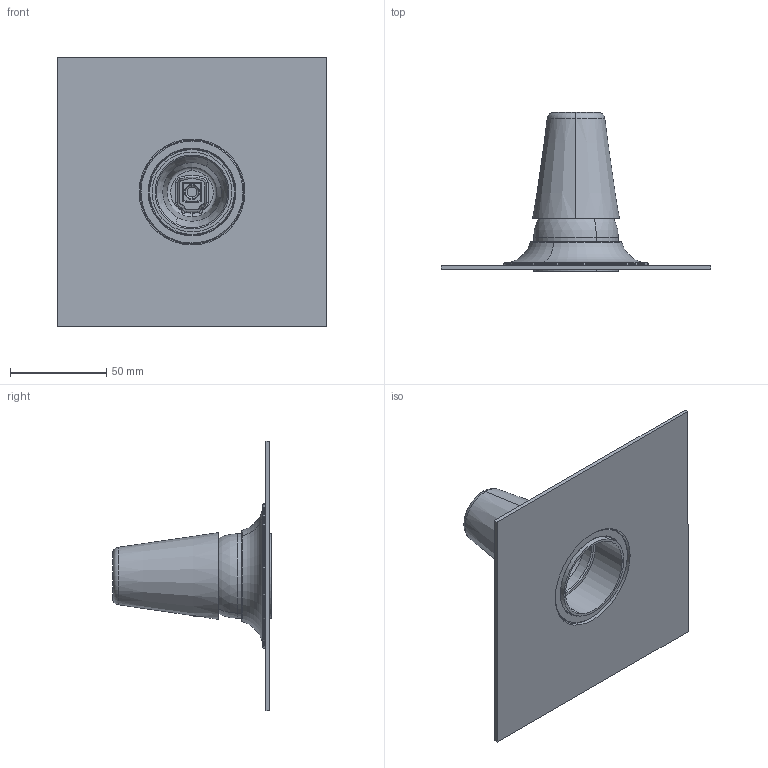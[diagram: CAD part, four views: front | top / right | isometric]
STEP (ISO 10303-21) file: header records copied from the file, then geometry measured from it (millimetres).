
FILE_DESCRIPTION(('CATIA V5 STEP Exchange'),'2;1');
FILE_NAME('VI 00300 0 MonoDoccia Incasso.stp','2018-11-19T09:04:00+00:00',('none'),('none'),'Version 5-6 Release 2013','CATIA V5 STEP AP203','none');
FILE_SCHEMA(('CONFIG_CONTROL_DESIGN'));
Length unit declared in the file: millimetre
Products named in the file (1): VI 00300 0
Bounding box: 140.16 x 82.5 x 140.16 mm (x, y, z)
Volume: 72956.6 mm3; surface area: 71118 mm2
Topology: 3 solids, 3 shells, 182 faces, 421 edges, 252 vertices
Faces by surface type: plane 49, cylinder 47, torus 29, bspline 26, cone 25, sphere 6
Entity records: 6247 total; most frequent: CARTESIAN_POINT 2619, ORIENTED_EDGE 834, DIRECTION 525, EDGE_CURVE 417, AXIS2_PLACEMENT_3D 278, VERTEX_POINT 252, EDGE_LOOP 199, ADVANCED_FACE 182
